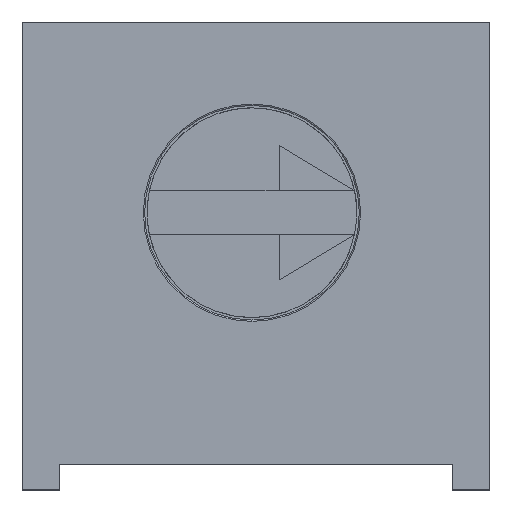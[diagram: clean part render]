
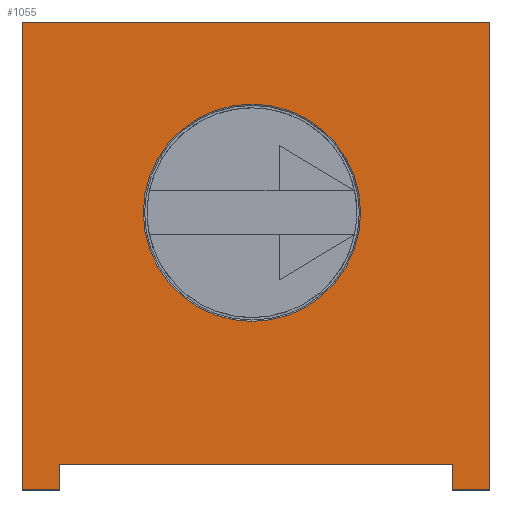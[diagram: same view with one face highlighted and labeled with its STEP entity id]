
A CAD part, top view. The second image highlights one B-rep face of the part: STEP entity #1055.
In plain terms, the highlighted planar face has unit normal (0, 0, 1).
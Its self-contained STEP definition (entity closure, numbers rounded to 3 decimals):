
#26=CIRCLE('',#1073,2.215);
#220=ORIENTED_EDGE('',*,*,#251,.T.);
#221=ORIENTED_EDGE('',*,*,#332,.F.);
#222=ORIENTED_EDGE('',*,*,#330,.F.);
#223=ORIENTED_EDGE('',*,*,#328,.F.);
#224=ORIENTED_EDGE('',*,*,#326,.F.);
#225=ORIENTED_EDGE('',*,*,#324,.F.);
#226=ORIENTED_EDGE('',*,*,#322,.F.);
#227=ORIENTED_EDGE('',*,*,#320,.F.);
#228=ORIENTED_EDGE('',*,*,#317,.F.);
#251=EDGE_CURVE('',#347,#347,#26,.T.);
#317=EDGE_CURVE('',#393,#394,#472,.T.);
#320=EDGE_CURVE('',#394,#395,#475,.T.);
#322=EDGE_CURVE('',#395,#396,#477,.T.);
#324=EDGE_CURVE('',#396,#397,#479,.T.);
#326=EDGE_CURVE('',#397,#398,#481,.T.);
#328=EDGE_CURVE('',#398,#399,#483,.T.);
#330=EDGE_CURVE('',#399,#400,#485,.T.);
#332=EDGE_CURVE('',#400,#393,#487,.T.);
#347=VERTEX_POINT('',#1355);
#393=VERTEX_POINT('',#1491);
#394=VERTEX_POINT('',#1492);
#395=VERTEX_POINT('',#1497);
#396=VERTEX_POINT('',#1501);
#397=VERTEX_POINT('',#1505);
#398=VERTEX_POINT('',#1509);
#399=VERTEX_POINT('',#1513);
#400=VERTEX_POINT('',#1517);
#472=LINE('',#1490,#556);
#475=LINE('',#1496,#559);
#477=LINE('',#1500,#561);
#479=LINE('',#1504,#563);
#481=LINE('',#1508,#565);
#483=LINE('',#1512,#567);
#485=LINE('',#1516,#569);
#487=LINE('',#1520,#571);
#556=VECTOR('',#1274,1000.);
#559=VECTOR('',#1279,1000.);
#561=VECTOR('',#1283,1000.);
#563=VECTOR('',#1287,1000.);
#565=VECTOR('',#1291,1000.);
#567=VECTOR('',#1295,1000.);
#569=VECTOR('',#1299,1000.);
#571=VECTOR('',#1303,1000.);
#615=EDGE_LOOP('',(#220));
#616=EDGE_LOOP('',(#221,#222,#223,#224,#225,#226,#227,#228));
#669=FACE_BOUND('',#615,.T.);
#670=FACE_BOUND('',#616,.T.);
#713=PLANE('',#1114);
#1055=ADVANCED_FACE('',(#669,#670),#713,.F.);
#1073=AXIS2_PLACEMENT_3D('',#1354,#1150,#1151);
#1114=AXIS2_PLACEMENT_3D('',#1521,#1304,#1305);
#1150=DIRECTION('',(0.,0.,-1.));
#1151=DIRECTION('',(-1.,0.,0.));
#1274=DIRECTION('',(-1.,0.,0.));
#1279=DIRECTION('',(0.,1.,0.));
#1283=DIRECTION('',(1.,0.,0.));
#1287=DIRECTION('',(0.,-1.,0.));
#1291=DIRECTION('',(-1.,0.,0.));
#1295=DIRECTION('',(0.,1.,0.));
#1299=DIRECTION('',(-1.,0.,0.));
#1303=DIRECTION('',(0.,-1.,0.));
#1304=DIRECTION('',(0.,0.,-1.));
#1305=DIRECTION('',(-1.,0.,0.));
#1354=CARTESIAN_POINT('',(-0.082,0.878,0.));
#1355=CARTESIAN_POINT('',(-2.297,0.878,0.));
#1490=CARTESIAN_POINT('',(-3.956,-4.765,0.));
#1491=CARTESIAN_POINT('',(-4.001,-4.765,0.));
#1492=CARTESIAN_POINT('',(-4.765,-4.765,0.));
#1496=CARTESIAN_POINT('',(-4.765,-4.765,0.));
#1497=CARTESIAN_POINT('',(-4.765,4.765,0.));
#1500=CARTESIAN_POINT('',(-4.765,4.765,0.));
#1501=CARTESIAN_POINT('',(4.765,4.765,0.));
#1504=CARTESIAN_POINT('',(4.765,4.765,0.));
#1505=CARTESIAN_POINT('',(4.765,-4.765,0.));
#1508=CARTESIAN_POINT('',(4.765,-4.765,0.));
#1509=CARTESIAN_POINT('',(4.001,-4.765,0.));
#1512=CARTESIAN_POINT('',(4.001,-4.255,0.));
#1513=CARTESIAN_POINT('',(4.001,-4.255,0.));
#1516=CARTESIAN_POINT('',(-3.956,-4.255,0.));
#1517=CARTESIAN_POINT('',(-4.001,-4.255,0.));
#1520=CARTESIAN_POINT('',(-4.001,-4.765,0.));
#1521=CARTESIAN_POINT('',(0.,0.,0.));
